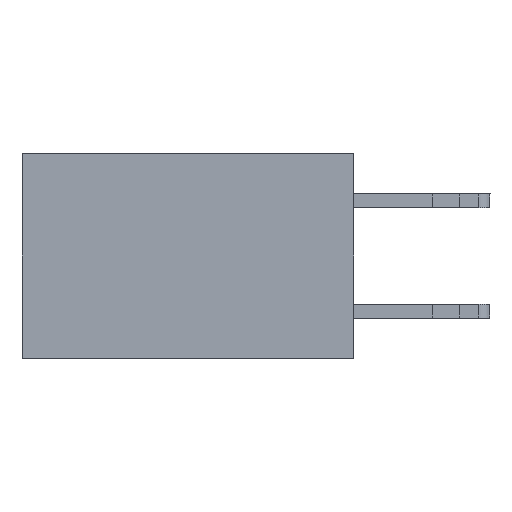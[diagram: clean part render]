
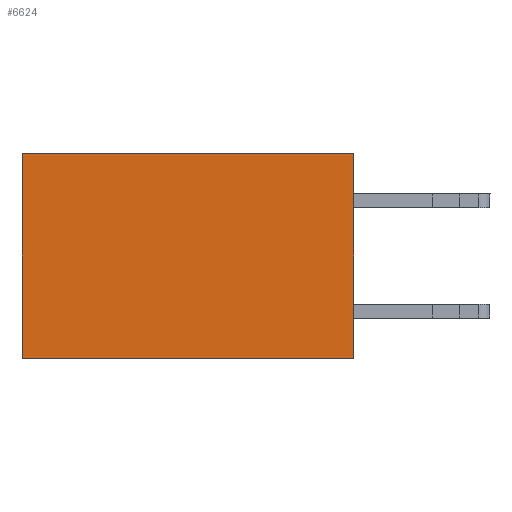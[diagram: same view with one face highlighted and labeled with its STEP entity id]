
A CAD part, left-side view. The second image highlights one B-rep face of the part: STEP entity #6624.
In plain terms, the highlighted planar face has unit normal (-1, 0, 0).
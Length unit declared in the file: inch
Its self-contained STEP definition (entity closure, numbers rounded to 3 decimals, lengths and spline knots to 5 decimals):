
#827 = DIRECTION ( 'NONE',  ( 0., 0., -1. ) ) ;
#3359 = FACE_OUTER_BOUND ( 'NONE', #11737, .T. ) ;
#3413 = CARTESIAN_POINT ( 'NONE',  ( 0.2875, 0.6, 0. ) ) ;
#3755 = CARTESIAN_POINT ( 'NONE',  ( 0.2875, 0., -0.37 ) ) ;
#4554 = PLANE ( 'NONE',  #6682 ) ;
#5544 = VERTEX_POINT ( 'NONE', #7766 ) ;
#5676 = DIRECTION ( 'NONE',  ( 0., 0., -1. ) ) ;
#5858 = EDGE_CURVE ( 'NONE', #9183, #5544, #16571, .T. ) ;
#5945 = ORIENTED_EDGE ( 'NONE', *, *, #18511, .T. ) ;
#6402 = ORIENTED_EDGE ( 'NONE', *, *, #15386, .T. ) ;
#6453 = VECTOR ( 'NONE', #827, 39.37008 ) ;
#6624 = ADVANCED_FACE ( 'NONE', ( #3359 ), #4554, .F. ) ;
#6682 = AXIS2_PLACEMENT_3D ( 'NONE', #17937, #18736, #13891 ) ;
#6788 = DIRECTION ( 'NONE',  ( 0., 1., 0. ) ) ;
#7766 = CARTESIAN_POINT ( 'NONE',  ( 0.2875, 0., -0.37 ) ) ;
#7851 = ORIENTED_EDGE ( 'NONE', *, *, #13600, .F. ) ;
#7921 = VECTOR ( 'NONE', #6788, 39.37008 ) ;
#9183 = VERTEX_POINT ( 'NONE', #9642 ) ;
#9642 = CARTESIAN_POINT ( 'NONE',  ( 0.2875, 0., 0. ) ) ;
#10036 = DIRECTION ( 'NONE',  ( 0., 1., 0. ) ) ;
#11737 = EDGE_LOOP ( 'NONE', ( #6402, #7851, #14192, #5945 ) ) ;
#11951 = VECTOR ( 'NONE', #10036, 39.37008 ) ;
#12959 = VECTOR ( 'NONE', #5676, 39.37008 ) ;
#13600 = EDGE_CURVE ( 'NONE', #5544, #13917, #14253, .T. ) ;
#13891 = DIRECTION ( 'NONE',  ( 0., 0., -1. ) ) ;
#13917 = VERTEX_POINT ( 'NONE', #16094 ) ;
#14192 = ORIENTED_EDGE ( 'NONE', *, *, #5858, .F. ) ;
#14253 = LINE ( 'NONE', #3755, #7921 ) ;
#14741 = LINE ( 'NONE', #18455, #12959 ) ;
#14946 = CARTESIAN_POINT ( 'NONE',  ( 0.2875, 0., 0. ) ) ;
#15386 = EDGE_CURVE ( 'NONE', #15846, #13917, #14741, .T. ) ;
#15846 = VERTEX_POINT ( 'NONE', #3413 ) ;
#16094 = CARTESIAN_POINT ( 'NONE',  ( 0.2875, 0.6, -0.37 ) ) ;
#16338 = CARTESIAN_POINT ( 'NONE',  ( 0.2875, 0., 0. ) ) ;
#16571 = LINE ( 'NONE', #14946, #6453 ) ;
#17937 = CARTESIAN_POINT ( 'NONE',  ( 0.2875, 0., 0. ) ) ;
#18455 = CARTESIAN_POINT ( 'NONE',  ( 0.2875, 0.6, 0. ) ) ;
#18511 = EDGE_CURVE ( 'NONE', #9183, #15846, #20320, .T. ) ;
#18736 = DIRECTION ( 'NONE',  ( 1., 0., 0. ) ) ;
#20320 = LINE ( 'NONE', #16338, #11951 ) ;
